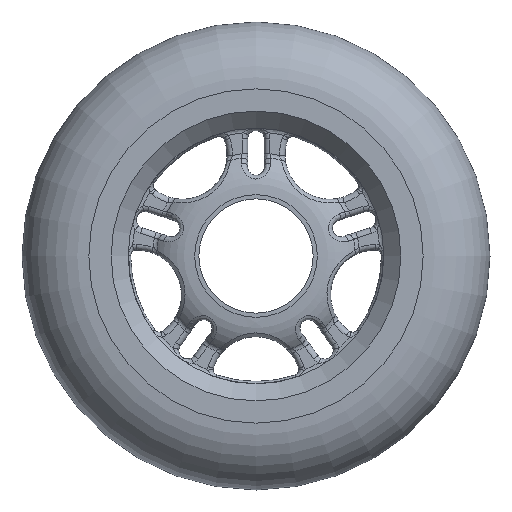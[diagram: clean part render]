
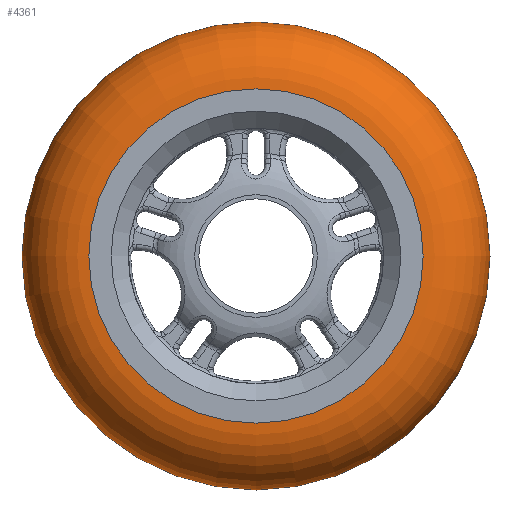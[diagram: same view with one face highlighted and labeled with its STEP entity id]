
A CAD part, left-side view. The second image highlights one B-rep face of the part: STEP entity #4361.
In plain terms, the highlighted toroidal (fillet/blend) face has major radius 30 mm and minor radius 12 mm.
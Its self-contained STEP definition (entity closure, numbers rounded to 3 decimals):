
#351=TOROIDAL_SURFACE('',#4676,30.,12.);
#487=FACE_OUTER_BOUND('',#785,.T.);
#785=EDGE_LOOP('',(#2843,#2844,#2845,#2846));
#1256=CIRCLE('',#4673,30.);
#1257=CIRCLE('',#4675,30.);
#1258=CIRCLE('',#4677,12.);
#1681=VERTEX_POINT('',#6599);
#1682=VERTEX_POINT('',#6602);
#2104=EDGE_CURVE('',#1681,#1681,#1256,.T.);
#2105=EDGE_CURVE('',#1682,#1682,#1257,.T.);
#2106=EDGE_CURVE('',#1681,#1682,#1258,.T.);
#2843=ORIENTED_EDGE('',*,*,#2104,.F.);
#2844=ORIENTED_EDGE('',*,*,#2106,.T.);
#2845=ORIENTED_EDGE('',*,*,#2105,.T.);
#2846=ORIENTED_EDGE('',*,*,#2106,.F.);
#4361=ADVANCED_FACE('',(#487),#351,.T.);
#4673=AXIS2_PLACEMENT_3D('',#6600,#5291,#5292);
#4675=AXIS2_PLACEMENT_3D('',#6603,#5295,#5296);
#4676=AXIS2_PLACEMENT_3D('',#6604,#5297,#5298);
#4677=AXIS2_PLACEMENT_3D('',#6605,#5299,#5300);
#5291=DIRECTION('center_axis',(-1.,0.,0.));
#5292=DIRECTION('ref_axis',(0.,0.,1.));
#5295=DIRECTION('center_axis',(-1.,0.,0.));
#5296=DIRECTION('ref_axis',(0.,0.,1.));
#5297=DIRECTION('center_axis',(-1.,0.,0.));
#5298=DIRECTION('ref_axis',(0.,0.,1.));
#5299=DIRECTION('center_axis',(0.,-1.,0.));
#5300=DIRECTION('ref_axis',(0.,0.,
-1.));
#6599=CARTESIAN_POINT('',(-12.,0.,-30.));
#6600=CARTESIAN_POINT('Origin',(-12.,0.,0.));
#6602=CARTESIAN_POINT('',(12.,0.,-30.));
#6603=CARTESIAN_POINT('Origin',(12.,0.,0.));
#6604=CARTESIAN_POINT('Origin',(0.,0.,0.));
#6605=CARTESIAN_POINT('Origin',(0.,0.,
-30.));
